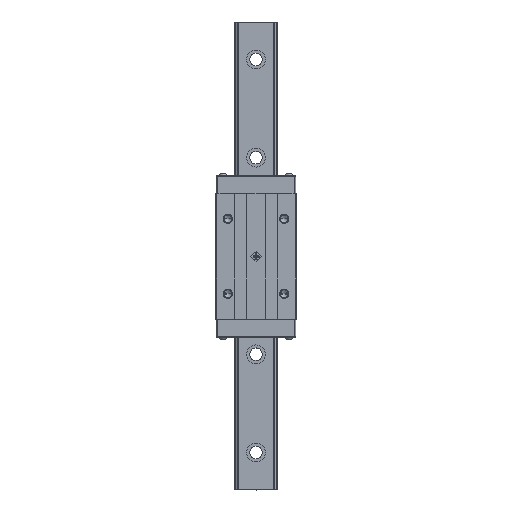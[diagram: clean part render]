
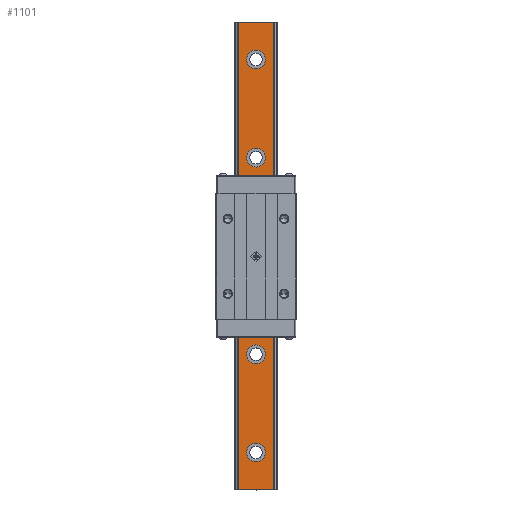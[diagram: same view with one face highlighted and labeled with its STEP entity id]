
A CAD part, top view. The second image highlights one B-rep face of the part: STEP entity #1101.
In plain terms, the highlighted planar face has unit normal (0, 0, 1).
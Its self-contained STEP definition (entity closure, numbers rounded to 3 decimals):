
#1101=ADVANCED_FACE('',(#2304,#2305,#2306,#2307,#2308,#2309),#2310,.T.);
#2304=FACE_BOUND('',#4164,.T.);
#2305=FACE_BOUND('',#4165,.T.);
#2306=FACE_BOUND('',#4166,.T.);
#2307=FACE_BOUND('',#4167,.T.);
#2308=FACE_BOUND('',#4168,.T.);
#2309=FACE_OUTER_BOUND('',#4169,.T.);
#2310=PLANE('',#4170);
#4164=EDGE_LOOP('',(#7896,#7897));
#4165=EDGE_LOOP('',(#7898,#7899));
#4166=EDGE_LOOP('',(#7900,#7901));
#4167=EDGE_LOOP('',(#7902,#7903));
#4168=EDGE_LOOP('',(#7904,#7905));
#4169=EDGE_LOOP('',(#7906,#7907,#7908,#7909));
#4170=AXIS2_PLACEMENT_3D('',#7910,#7911,#7912);
#7896=ORIENTED_EDGE('',*,*,#13220,.T.);
#7897=ORIENTED_EDGE('',*,*,#12928,.T.);
#7898=ORIENTED_EDGE('',*,*,#13224,.T.);
#7899=ORIENTED_EDGE('',*,*,#12920,.T.);
#7900=ORIENTED_EDGE('',*,*,#13228,.T.);
#7901=ORIENTED_EDGE('',*,*,#12912,.T.);
#7902=ORIENTED_EDGE('',*,*,#13232,.T.);
#7903=ORIENTED_EDGE('',*,*,#12904,.T.);
#7904=ORIENTED_EDGE('',*,*,#13236,.T.);
#7905=ORIENTED_EDGE('',*,*,#12896,.T.);
#7906=ORIENTED_EDGE('',*,*,#13285,.T.);
#7907=ORIENTED_EDGE('',*,*,#13286,.F.);
#7908=ORIENTED_EDGE('',*,*,#13287,.T.);
#7909=ORIENTED_EDGE('',*,*,#13283,.T.);
#7910=CARTESIAN_POINT('',(18.7,0.,34.2));
#7911=DIRECTION('',(0.0,0.,1.0));
#7912=DIRECTION('',(1.0,0.0,0.0));
#12896=EDGE_CURVE('',#15663,#15660,#15664,.T.);
#12904=EDGE_CURVE('',#15679,#15676,#15680,.T.);
#12912=EDGE_CURVE('',#15695,#15692,#15696,.T.);
#12920=EDGE_CURVE('',#15711,#15708,#15712,.T.);
#12928=EDGE_CURVE('',#15727,#15724,#15728,.T.);
#13220=EDGE_CURVE('',#15724,#15727,#16213,.T.);
#13224=EDGE_CURVE('',#15708,#15711,#16217,.T.);
#13228=EDGE_CURVE('',#15692,#15695,#16221,.T.);
#13232=EDGE_CURVE('',#15676,#15679,#16225,.T.);
#13236=EDGE_CURVE('',#15660,#15663,#16229,.T.);
#13283=EDGE_CURVE('',#16307,#16305,#16308,.T.);
#13285=EDGE_CURVE('',#16305,#16310,#16311,.T.);
#13286=EDGE_CURVE('',#16312,#16310,#16313,.T.);
#13287=EDGE_CURVE('',#16312,#16307,#16314,.T.);
#15660=VERTEX_POINT('',#19594);
#15663=VERTEX_POINT('',#19598);
#15664=CIRCLE('',#19599,10.0);
#15676=VERTEX_POINT('',#19614);
#15679=VERTEX_POINT('',#19618);
#15680=CIRCLE('',#19619,10.0);
#15692=VERTEX_POINT('',#19634);
#15695=VERTEX_POINT('',#19638);
#15696=CIRCLE('',#19639,10.0);
#15708=VERTEX_POINT('',#19654);
#15711=VERTEX_POINT('',#19658);
#15712=CIRCLE('',#19659,10.0);
#15724=VERTEX_POINT('',#19674);
#15727=VERTEX_POINT('',#19678);
#15728=CIRCLE('',#19679,10.0);
#16213=CIRCLE('',#20449,10.0);
#16217=CIRCLE('',#20453,10.0);
#16221=CIRCLE('',#20457,10.0);
#16225=CIRCLE('',#20461,10.0);
#16229=CIRCLE('',#20465,10.0);
#16305=VERTEX_POINT('',#20572);
#16307=VERTEX_POINT('',#20575);
#16308=LINE('',#20576,#20577);
#16310=VERTEX_POINT('',#20580);
#16311=LINE('',#20581,#20582);
#16312=VERTEX_POINT('',#20583);
#16313=LINE('',#20584,#20585);
#16314=LINE('',#20586,#20587);
#19594=CARTESIAN_POINT('',(10.0,40.0,34.2));
#19598=CARTESIAN_POINT('',(-10.0,40.0,34.2));
#19599=AXIS2_PLACEMENT_3D('',#25203,#25204,#25205);
#19614=CARTESIAN_POINT('',(10.0,145.0,34.2));
#19618=CARTESIAN_POINT('',(-10.0,145.0,34.2));
#19619=AXIS2_PLACEMENT_3D('',#25219,#25220,#25221);
#19634=CARTESIAN_POINT('',(10.0,250.0,34.2));
#19638=CARTESIAN_POINT('',(-10.0,250.0,34.2));
#19639=AXIS2_PLACEMENT_3D('',#25235,#25236,#25237);
#19654=CARTESIAN_POINT('',(10.0,355.0,34.2));
#19658=CARTESIAN_POINT('',(-10.0,355.0,34.2));
#19659=AXIS2_PLACEMENT_3D('',#25251,#25252,#25253);
#19674=CARTESIAN_POINT('',(10.0,460.0,34.2));
#19678=CARTESIAN_POINT('',(-10.0,460.0,34.2));
#19679=AXIS2_PLACEMENT_3D('',#25267,#25268,#25269);
#20449=AXIS2_PLACEMENT_3D('',#25573,#25574,#25575);
#20453=AXIS2_PLACEMENT_3D('',#25585,#25586,#25587);
#20457=AXIS2_PLACEMENT_3D('',#25597,#25598,#25599);
#20461=AXIS2_PLACEMENT_3D('',#25609,#25610,#25611);
#20465=AXIS2_PLACEMENT_3D('',#25621,#25622,#25623);
#20572=CARTESIAN_POINT('',(18.7,500.0,34.2));
#20575=CARTESIAN_POINT('',(18.7,0.,34.2));
#20576=CARTESIAN_POINT('',(18.7,0.,34.2));
#20577=VECTOR('',#25698,1.0);
#20580=CARTESIAN_POINT('',(-18.7,500.0,34.2));
#20581=CARTESIAN_POINT('',(-18.7,500.0,34.2));
#20582=VECTOR('',#25700,1.0);
#20583=CARTESIAN_POINT('',(-18.7,0.,34.2));
#20584=CARTESIAN_POINT('',(-18.7,0.,34.2));
#20585=VECTOR('',#25701,1.0);
#20586=CARTESIAN_POINT('',(-18.7,0.,34.2));
#20587=VECTOR('',#25702,1.0);
#25203=CARTESIAN_POINT('',(0.0,40.0,34.2));
#25204=DIRECTION('',(0.0,0.,-1.0));
#25205=DIRECTION('',(1.0,0.0,0.0));
#25219=CARTESIAN_POINT('',(0.0,145.0,34.2));
#25220=DIRECTION('',(0.0,0.,-1.0));
#25221=DIRECTION('',(1.0,0.0,0.0));
#25235=CARTESIAN_POINT('',(0.0,250.0,34.2));
#25236=DIRECTION('',(0.0,0.,-1.0));
#25237=DIRECTION('',(1.0,0.0,0.0));
#25251=CARTESIAN_POINT('',(0.0,355.0,34.2));
#25252=DIRECTION('',(0.0,0.,-1.0));
#25253=DIRECTION('',(1.0,0.0,0.0));
#25267=CARTESIAN_POINT('',(0.0,460.0,34.2));
#25268=DIRECTION('',(0.0,0.,-1.0));
#25269=DIRECTION('',(1.0,0.0,0.0));
#25573=CARTESIAN_POINT('',(0.0,460.0,34.2));
#25574=DIRECTION('',(0.0,0.,-1.0));
#25575=DIRECTION('',(1.0,0.0,0.0));
#25585=CARTESIAN_POINT('',(0.0,355.0,34.2));
#25586=DIRECTION('',(0.0,0.,-1.0));
#25587=DIRECTION('',(1.0,0.0,0.0));
#25597=CARTESIAN_POINT('',(0.0,250.0,34.2));
#25598=DIRECTION('',(0.0,0.,-1.0));
#25599=DIRECTION('',(1.0,0.0,0.0));
#25609=CARTESIAN_POINT('',(0.0,145.0,34.2));
#25610=DIRECTION('',(0.0,0.,-1.0));
#25611=DIRECTION('',(1.0,0.0,0.0));
#25621=CARTESIAN_POINT('',(0.0,40.0,34.2));
#25622=DIRECTION('',(0.0,0.,-1.0));
#25623=DIRECTION('',(1.0,0.0,0.0));
#25698=DIRECTION('',(0.0,1.0,0.));
#25700=DIRECTION('',(-1.0,0.0,0.0));
#25701=DIRECTION('',(0.0,1.0,0.));
#25702=DIRECTION('',(1.0,0.0,0.0));
